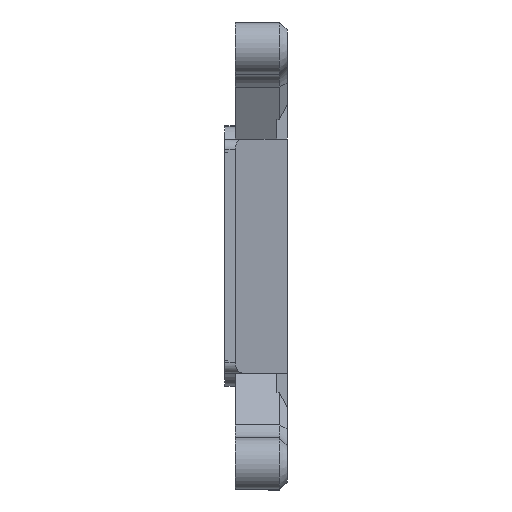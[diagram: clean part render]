
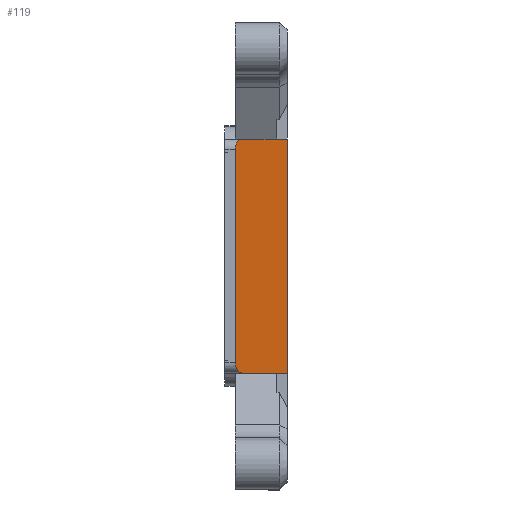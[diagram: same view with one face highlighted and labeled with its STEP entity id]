
A CAD part, left-side view. The second image highlights one B-rep face of the part: STEP entity #119.
In plain terms, the highlighted planar face has unit normal (-0.536, -0.844, 0).
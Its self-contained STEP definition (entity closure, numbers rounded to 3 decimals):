
#119 = ADVANCED_FACE ( 'NONE', ( #930 ), #2384, .T. ) ;
#195 = EDGE_CURVE ( 'NONE', #3984, #5107, #506, .T. ) ;
#212 = ORIENTED_EDGE ( 'NONE', *, *, #2885, .F. ) ;
#506 =( BOUNDED_CURVE ( )  B_SPLINE_CURVE ( 3, ( #3022, #1971, #5728, #5069 ),
 .UNSPECIFIED., .F., .T. ) 
 B_SPLINE_CURVE_WITH_KNOTS ( ( 4, 4 ),
 ( 1.571, 3.142 ),
 .UNSPECIFIED. ) 
 CURVE ( )  GEOMETRIC_REPRESENTATION_ITEM ( )  RATIONAL_B_SPLINE_CURVE ( ( 1., 0.805, 0.805, 1. ) ) 
 REPRESENTATION_ITEM ( '' )  );
#839 = CARTESIAN_POINT ( 'NONE',  ( 0.725, 10., 62.5 ) ) ;
#872 = LINE ( 'NONE', #5224, #4561 ) ;
#930 = FACE_OUTER_BOUND ( 'NONE', #3848, .T. ) ;
#1016 =( BOUNDED_CURVE ( )  B_SPLINE_CURVE ( 3, ( #6199, #5752, #1476, #3591 ),
 .UNSPECIFIED., .F., .T. ) 
 B_SPLINE_CURVE_WITH_KNOTS ( ( 4, 4 ),
 ( 3.142, 4.712 ),
 .UNSPECIFIED. ) 
 CURVE ( )  GEOMETRIC_REPRESENTATION_ITEM ( )  RATIONAL_B_SPLINE_CURVE ( ( 1., 0.805, 0.805, 1. ) ) 
 REPRESENTATION_ITEM ( '' )  );
#1341 = CARTESIAN_POINT ( 'NONE',  ( 0.725, 10., 17.5 ) ) ;
#1476 = CARTESIAN_POINT ( 'NONE',  ( 1.553, 9.474, 17.5 ) ) ;
#1543 = DIRECTION ( 'NONE',  ( 0., 0., 1. ) ) ;
#1694 = CARTESIAN_POINT ( 'NONE',  ( 2.725, 8.73, 62.5 ) ) ;
#1867 = DIRECTION ( 'NONE',  ( -0.536, -0.844, 0. ) ) ;
#1971 = CARTESIAN_POINT ( 'NONE',  ( 1.553, 9.474, 62.5 ) ) ;
#2080 = AXIS2_PLACEMENT_3D ( 'NONE', #1341, #1867, #5176 ) ;
#2118 = ORIENTED_EDGE ( 'NONE', *, *, #5977, .F. ) ;
#2140 = VERTEX_POINT ( 'NONE', #6368 ) ;
#2285 = DIRECTION ( 'NONE',  ( 0.844, -0.536, 0. ) ) ;
#2384 = PLANE ( 'NONE',  #2080 ) ;
#2455 = CARTESIAN_POINT ( 'NONE',  ( 0.725, 10., 60.5 ) ) ;
#2469 = CARTESIAN_POINT ( 'NONE',  ( 2.725, 8.73, 17.5 ) ) ;
#2597 = ORIENTED_EDGE ( 'NONE', *, *, #4531, .T. ) ;
#2885 = EDGE_CURVE ( 'NONE', #4641, #5107, #5128, .T. ) ;
#2932 = DIRECTION ( 'NONE',  ( 0.844, -0.536, 0. ) ) ;
#3022 = CARTESIAN_POINT ( 'NONE',  ( 2.725, 8.73, 62.5 ) ) ;
#3396 = LINE ( 'NONE', #4995, #5877 ) ;
#3519 = ORIENTED_EDGE ( 'NONE', *, *, #4931, .F. ) ;
#3591 = CARTESIAN_POINT ( 'NONE',  ( 2.725, 8.73, 17.5 ) ) ;
#3848 = EDGE_LOOP ( 'NONE', ( #212, #2597, #4247, #3519, #2118, #5465 ) ) ;
#3930 = LINE ( 'NONE', #839, #4456 ) ;
#3941 = EDGE_CURVE ( 'NONE', #6497, #6426, #3396, .T. ) ;
#3984 = VERTEX_POINT ( 'NONE', #1694 ) ;
#4172 = DIRECTION ( 'NONE',  ( 0., 0., -1. ) ) ;
#4247 = ORIENTED_EDGE ( 'NONE', *, *, #3941, .T. ) ;
#4456 = VECTOR ( 'NONE', #2932, 1000. ) ;
#4531 = EDGE_CURVE ( 'NONE', #4641, #6497, #1016, .T. ) ;
#4561 = VECTOR ( 'NONE', #4172, 1000. ) ;
#4641 = VERTEX_POINT ( 'NONE', #5370 ) ;
#4931 = EDGE_CURVE ( 'NONE', #2140, #6426, #872, .T. ) ;
#4995 = CARTESIAN_POINT ( 'NONE',  ( 0.725, 10., 17.5 ) ) ;
#5069 = CARTESIAN_POINT ( 'NONE',  ( 0.725, 10., 60.5 ) ) ;
#5107 = VERTEX_POINT ( 'NONE', #2455 ) ;
#5128 = LINE ( 'NONE', #5646, #6602 ) ;
#5176 = DIRECTION ( 'NONE',  ( 0.844, -0.536, 0. ) ) ;
#5224 = CARTESIAN_POINT ( 'NONE',  ( 16.475, 0., 13.811 ) ) ;
#5370 = CARTESIAN_POINT ( 'NONE',  ( 0.725, 10., 19.5 ) ) ;
#5465 = ORIENTED_EDGE ( 'NONE', *, *, #195, .T. ) ;
#5646 = CARTESIAN_POINT ( 'NONE',  ( 0.725, 10., 17.5 ) ) ;
#5728 = CARTESIAN_POINT ( 'NONE',  ( 0.725, 10., 61.672 ) ) ;
#5738 = CARTESIAN_POINT ( 'NONE',  ( 16.475, 0., 17.5 ) ) ;
#5752 = CARTESIAN_POINT ( 'NONE',  ( 0.725, 10., 18.328 ) ) ;
#5877 = VECTOR ( 'NONE', #2285, 1000. ) ;
#5977 = EDGE_CURVE ( 'NONE', #3984, #2140, #3930, .T. ) ;
#6199 = CARTESIAN_POINT ( 'NONE',  ( 0.725, 10., 19.5 ) ) ;
#6368 = CARTESIAN_POINT ( 'NONE',  ( 16.475, 0., 62.5 ) ) ;
#6426 = VERTEX_POINT ( 'NONE', #5738 ) ;
#6497 = VERTEX_POINT ( 'NONE', #2469 ) ;
#6602 = VECTOR ( 'NONE', #1543, 1000. ) ;
